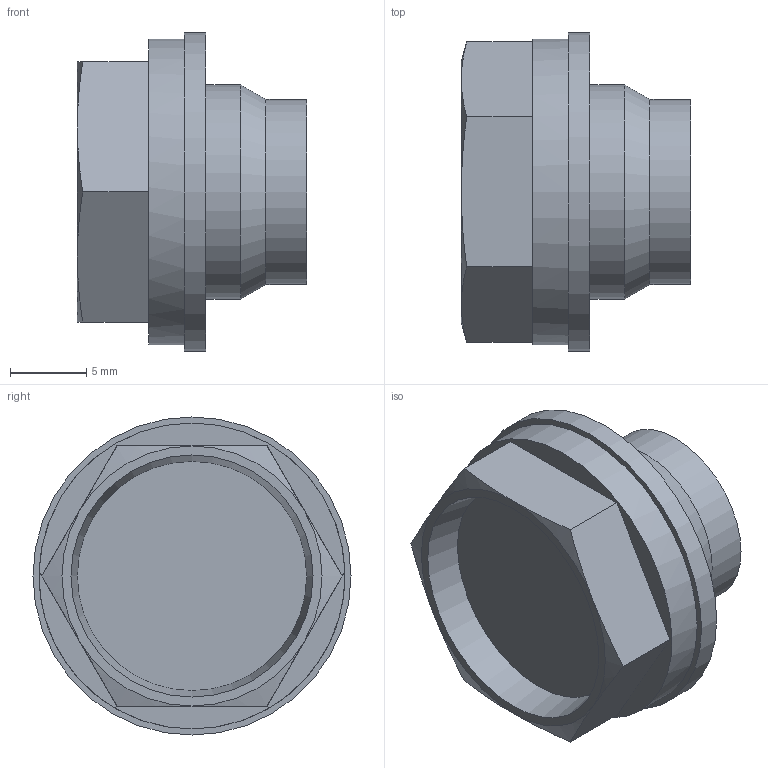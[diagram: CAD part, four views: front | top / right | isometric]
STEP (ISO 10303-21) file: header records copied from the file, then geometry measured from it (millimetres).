
FILE_DESCRIPTION( ( 'STEP AP214' ), '1' );
FILE_NAME( 'K0445.1201415.stp', '2020-12-08T08:55:30', ( '' ), ( '' ), ' ', 'PARTsolutions', ' ' );
FILE_SCHEMA( ( 'AUTOMOTIVE_DESIGN { 1 0 10303 214 1 1 1 1 }' ) );
Length unit declared in the file: millimetre
Products named in the file (1): _K0445.1201415
Bounding box: 15 x 20.8 x 20.8 mm (x, y, z)
Volume: 2178.2 mm3; surface area: 1786.5 mm2
Topology: 1 solids, 1 shells, 27 faces, 55 edges, 34 vertices
Faces by surface type: plane 14, cone 8, cylinder 5
Full cylindrical faces by diameter (mm): 9.68 x1, 12.1 x1, 14 x1, 20 x1, 20.8 x1
Entity records: 908 total; most frequent: CARTESIAN_POINT 148, DIRECTION 110, ORIENTED_EDGE 94, AXIS2_PLACEMENT_3D 47, EDGE_CURVE 47, EDGE_LOOP 38, VERTEX_POINT 33, FACE_OUTER_BOUND 32
